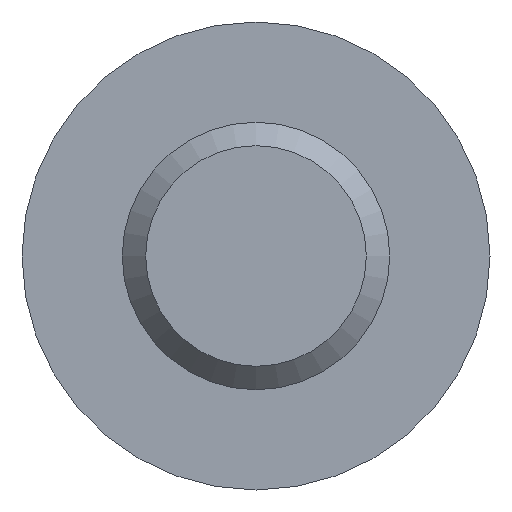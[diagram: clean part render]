
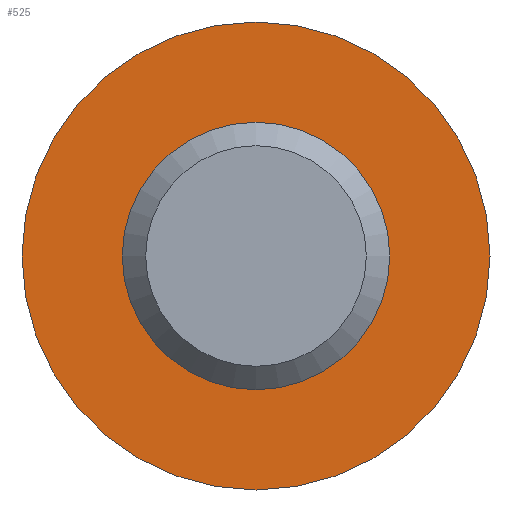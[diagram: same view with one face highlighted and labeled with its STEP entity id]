
A CAD part, front view. The second image highlights one B-rep face of the part: STEP entity #525.
In plain terms, the highlighted planar face has unit normal (0, -1, 0).
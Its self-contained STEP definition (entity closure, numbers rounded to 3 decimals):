
#9 = CIRCLE ( 'NONE', #77, 2. ) ;
#18 = DIRECTION ( 'NONE',  ( 0., 0., 1. ) ) ;
#69 = AXIS2_PLACEMENT_3D ( 'NONE', #107, #190, #527 ) ;
#77 = AXIS2_PLACEMENT_3D ( 'NONE', #109, #324, #236 ) ;
#100 = VERTEX_POINT ( 'NONE', #186 ) ;
#107 = CARTESIAN_POINT ( 'NONE',  ( 0., 30., 0. ) ) ;
#109 = CARTESIAN_POINT ( 'NONE',  ( 0., 30., 0. ) ) ;
#161 = CIRCLE ( 'NONE', #69, 3.5 ) ;
#173 = PLANE ( 'NONE',  #372 ) ;
#174 = ORIENTED_EDGE ( 'NONE', *, *, #227, .T. ) ;
#175 = FACE_OUTER_BOUND ( 'NONE', #459, .T. ) ;
#186 = CARTESIAN_POINT ( 'NONE',  ( 0., 30., -3.5 ) ) ;
#190 = DIRECTION ( 'NONE',  ( 0., -1., 0. ) ) ;
#213 = ORIENTED_EDGE ( 'NONE', *, *, #321, .F. ) ;
#227 = EDGE_CURVE ( 'NONE', #100, #100, #161, .T. ) ;
#236 = DIRECTION ( 'NONE',  ( 0., 0., -1. ) ) ;
#269 = DIRECTION ( 'NONE',  ( 0., 1., 0. ) ) ;
#275 = CARTESIAN_POINT ( 'NONE',  ( -2., 30., 0. ) ) ;
#321 = EDGE_CURVE ( 'NONE', #344, #344, #9, .T. ) ;
#324 = DIRECTION ( 'NONE',  ( 0., -1., 0. ) ) ;
#344 = VERTEX_POINT ( 'NONE', #512 ) ;
#372 = AXIS2_PLACEMENT_3D ( 'NONE', #275, #269, #18 ) ;
#435 = FACE_BOUND ( 'NONE', #509, .T. ) ;
#459 = EDGE_LOOP ( 'NONE', ( #174 ) ) ;
#509 = EDGE_LOOP ( 'NONE', ( #213 ) ) ;
#512 = CARTESIAN_POINT ( 'NONE',  ( 0., 30., -2. ) ) ;
#525 = ADVANCED_FACE ( 'NONE', ( #435, #175 ), #173, .F. ) ;
#527 = DIRECTION ( 'NONE',  ( 0., 0., -1. ) ) ;
